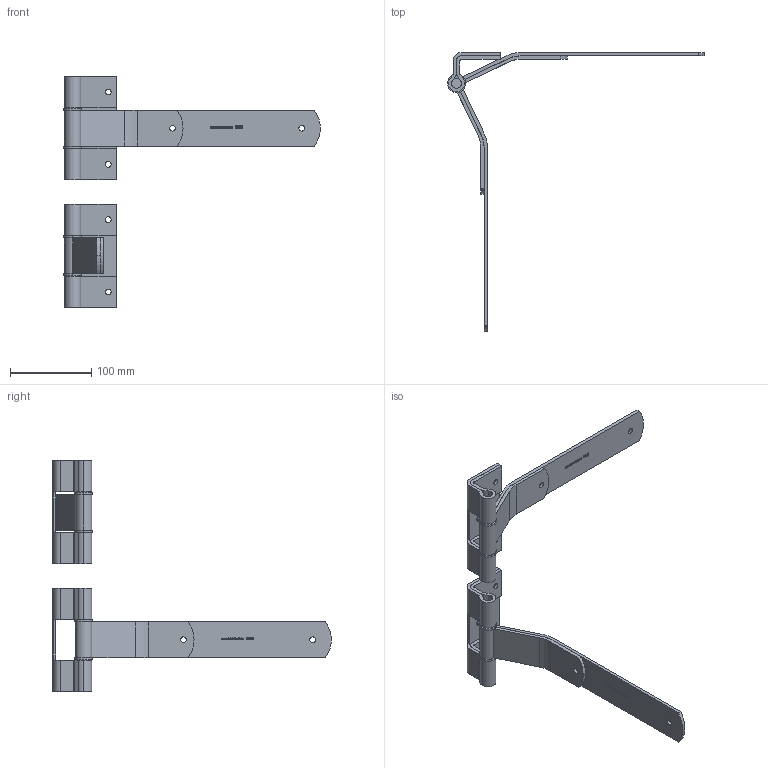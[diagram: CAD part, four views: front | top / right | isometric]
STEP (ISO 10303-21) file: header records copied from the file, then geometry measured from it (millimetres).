
FILE_DESCRIPTION (( 'STEP AP214' ), '1' );
FILE_NAME ('02297-Rear Door Hinge Zinc Plated 305mm.STEP', '2018-07-27T02:00:29', ( '' ), ( '' ), 'SwSTEP 2.0', 'SolidWorks 2018', '' );
FILE_SCHEMA (( 'AUTOMOTIVE_DESIGN' ));
Length unit declared in the file: millimetre
Products named in the file (7): 2297 base; 2297 hinge; 02297-Rear Door Hinge Zinc Plated 305mm
Assembly tree (4 placements, depth 2):
  2297 hinge
  2297 base
  2297 hinge
  02297-Rear Door Hinge Zinc Plated 305mm
    2297 base  x2
    2297 hinge  x2
  2297 base
Bounding box: 316 x 343.05 x 284 mm (x, y, z)
Volume: 338081.4 mm3; surface area: 177251.8 mm2
Topology: 6 solids, 6 shells, 734 faces, 2018 edges, 1340 vertices
Faces by surface type: plane 390, bspline 212, cylinder 132
Entity records: 18207 total; most frequent: CARTESIAN_POINT 9112, ORIENTED_EDGE 2018, DIRECTION 1479, EDGE_CURVE 1009, VERTEX_POINT 670, VECTOR 653, LINE 653, AXIS2_PLACEMENT_3D 413
